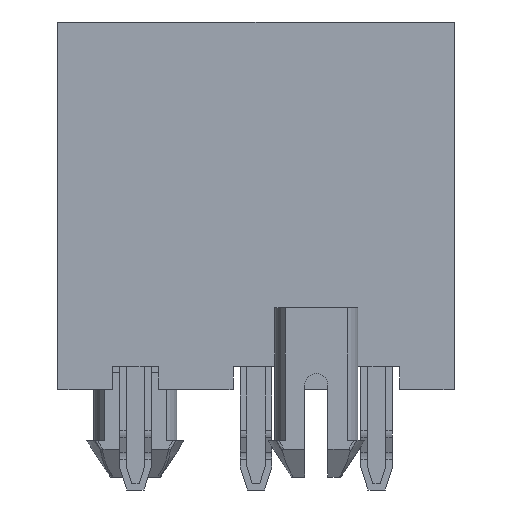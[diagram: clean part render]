
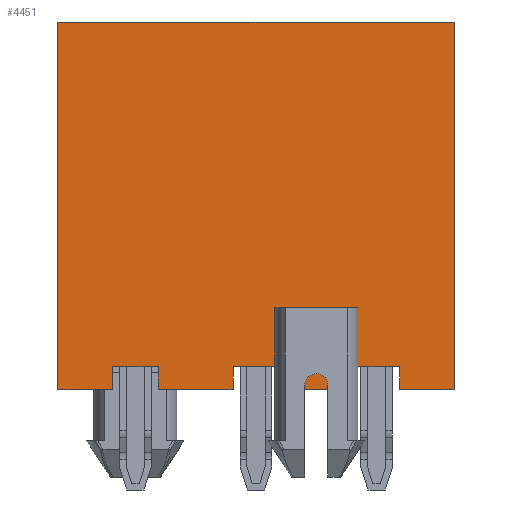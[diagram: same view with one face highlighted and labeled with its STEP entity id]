
A CAD part, front view. The second image highlights one B-rep face of the part: STEP entity #4451.
In plain terms, the highlighted planar face has unit normal (0, -1, 0).
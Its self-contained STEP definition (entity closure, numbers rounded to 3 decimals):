
#293=ORIENTED_EDGE('',*,*,#1643,.T.);
#294=ORIENTED_EDGE('',*,*,#1644,.F.);
#295=ORIENTED_EDGE('',*,*,#1645,.T.);
#296=ORIENTED_EDGE('',*,*,#1646,.T.);
#297=ORIENTED_EDGE('',*,*,#1647,.T.);
#298=ORIENTED_EDGE('',*,*,#1648,.F.);
#299=ORIENTED_EDGE('',*,*,#1649,.T.);
#300=ORIENTED_EDGE('',*,*,#1650,.T.);
#301=ORIENTED_EDGE('',*,*,#1651,.F.);
#302=ORIENTED_EDGE('',*,*,#1652,.F.);
#303=ORIENTED_EDGE('',*,*,#1653,.T.);
#304=ORIENTED_EDGE('',*,*,#1654,.T.);
#305=ORIENTED_EDGE('',*,*,#1655,.T.);
#306=ORIENTED_EDGE('',*,*,#1656,.F.);
#307=ORIENTED_EDGE('',*,*,#1657,.T.);
#308=ORIENTED_EDGE('',*,*,#1658,.T.);
#309=ORIENTED_EDGE('',*,*,#1659,.F.);
#310=ORIENTED_EDGE('',*,*,#1660,.F.);
#311=ORIENTED_EDGE('',*,*,#1661,.T.);
#312=ORIENTED_EDGE('',*,*,#1662,.T.);
#1643=EDGE_CURVE('',#2316,#2317,#2752,.T.);
#1644=EDGE_CURVE('',#2318,#2317,#2753,.T.);
#1645=EDGE_CURVE('',#2318,#2319,#2754,.T.);
#1646=EDGE_CURVE('',#2319,#2320,#2755,.T.);
#1647=EDGE_CURVE('',#2320,#2321,#2756,.T.);
#1648=EDGE_CURVE('',#2322,#2321,#2757,.T.);
#1649=EDGE_CURVE('',#2322,#2323,#2758,.T.);
#1650=EDGE_CURVE('',#2323,#2324,#2759,.T.);
#1651=EDGE_CURVE('',#2325,#2324,#2760,.T.);
#1652=EDGE_CURVE('',#2326,#2325,#2761,.T.);
#1653=EDGE_CURVE('',#2326,#2327,#2762,.T.);
#1654=EDGE_CURVE('',#2327,#2328,#2763,.T.);
#1655=EDGE_CURVE('',#2328,#2329,#2764,.T.);
#1656=EDGE_CURVE('',#2330,#2329,#2765,.T.);
#1657=EDGE_CURVE('',#2330,#2331,#2766,.T.);
#1658=EDGE_CURVE('',#2331,#2316,#2767,.T.);
#1659=EDGE_CURVE('',#2332,#2333,#2768,.T.);
#1660=EDGE_CURVE('',#2334,#2332,#2769,.T.);
#1661=EDGE_CURVE('',#2334,#2335,#2770,.T.);
#1662=EDGE_CURVE('',#2335,#2333,#2771,.T.);
#2316=VERTEX_POINT('',#6309);
#2317=VERTEX_POINT('',#6310);
#2318=VERTEX_POINT('',#6312);
#2319=VERTEX_POINT('',#6314);
#2320=VERTEX_POINT('',#6316);
#2321=VERTEX_POINT('',#6318);
#2322=VERTEX_POINT('',#6320);
#2323=VERTEX_POINT('',#6322);
#2324=VERTEX_POINT('',#6324);
#2325=VERTEX_POINT('',#6326);
#2326=VERTEX_POINT('',#6328);
#2327=VERTEX_POINT('',#6330);
#2328=VERTEX_POINT('',#6332);
#2329=VERTEX_POINT('',#6334);
#2330=VERTEX_POINT('',#6336);
#2331=VERTEX_POINT('',#6338);
#2332=VERTEX_POINT('',#6341);
#2333=VERTEX_POINT('',#6342);
#2334=VERTEX_POINT('',#6344);
#2335=VERTEX_POINT('',#6346);
#2752=LINE('',#6308,#3297);
#2753=LINE('',#6311,#3298);
#2754=LINE('',#6313,#3299);
#2755=LINE('',#6315,#3300);
#2756=LINE('',#6317,#3301);
#2757=LINE('',#6319,#3302);
#2758=LINE('',#6321,#3303);
#2759=LINE('',#6323,#3304);
#2760=LINE('',#6325,#3305);
#2761=LINE('',#6327,#3306);
#2762=LINE('',#6329,#3307);
#2763=LINE('',#6331,#3308);
#2764=LINE('',#6333,#3309);
#2765=LINE('',#6335,#3310);
#2766=LINE('',#6337,#3311);
#2767=LINE('',#6339,#3312);
#2768=LINE('',#6340,#3313);
#2769=LINE('',#6343,#3314);
#2770=LINE('',#6345,#3315);
#2771=LINE('',#6347,#3316);
#3297=VECTOR('',#5079,1000.);
#3298=VECTOR('',#5080,1000.);
#3299=VECTOR('',#5081,1000.);
#3300=VECTOR('',#5082,1000.);
#3301=VECTOR('',#5083,1000.);
#3302=VECTOR('',#5084,1000.);
#3303=VECTOR('',#5085,1000.);
#3304=VECTOR('',#5086,1000.);
#3305=VECTOR('',#5087,1000.);
#3306=VECTOR('',#5088,1000.);
#3307=VECTOR('',#5089,1000.);
#3308=VECTOR('',#5090,1000.);
#3309=VECTOR('',#5091,1000.);
#3310=VECTOR('',#5092,1000.);
#3311=VECTOR('',#5093,1000.);
#3312=VECTOR('',#5094,1000.);
#3313=VECTOR('',#5095,1000.);
#3314=VECTOR('',#5096,1000.);
#3315=VECTOR('',#5097,1000.);
#3316=VECTOR('',#5098,1000.);
#3798=EDGE_LOOP('',(#293,#294,#295,#296,#297,#298,#299,#300,#301,#302,#303,
#304,#305,#306,#307,#308));
#3799=EDGE_LOOP('',(#309,#310,#311,#312));
#4037=FACE_BOUND('',#3798,.T.);
#4038=FACE_BOUND('',#3799,.T.);
#4275=PLANE('',#4710);
#4451=ADVANCED_FACE('',(#4037,#4038),#4275,.T.);
#4710=AXIS2_PLACEMENT_3D('',#6307,#5077,#5078);
#5077=DIRECTION('',(0.,-1.,0.));
#5078=DIRECTION('',(0.,0.,-1.));
#5079=DIRECTION('',(0.,0.,-1.));
#5080=DIRECTION('',(-1.,0.,0.));
#5081=DIRECTION('',(0.,0.,1.));
#5082=DIRECTION('',(1.,0.,0.));
#5083=DIRECTION('',(0.,0.,-1.));
#5084=DIRECTION('',(-1.,0.,0.));
#5085=DIRECTION('',(0.,0.,1.));
#5086=DIRECTION('',(-1.,0.,0.));
#5087=DIRECTION('',(0.,0.,1.));
#5088=DIRECTION('',(-1.,0.,0.));
#5089=DIRECTION('',(0.,0.,1.));
#5090=DIRECTION('',(1.,0.,0.));
#5091=DIRECTION('',(0.,0.,-1.));
#5092=DIRECTION('',(-1.,0.,0.));
#5093=DIRECTION('',(0.,0.,1.));
#5094=DIRECTION('',(1.,0.,0.));
#5095=DIRECTION('',(0.,0.,1.));
#5096=DIRECTION('',(1.,0.,0.));
#5097=DIRECTION('',(0.,0.,1.));
#5098=DIRECTION('',(1.,0.,0.));
#6307=CARTESIAN_POINT('',(6.9,-2.7,-6.4));
#6308=CARTESIAN_POINT('',(0.8,-2.7,-5.6));
#6309=CARTESIAN_POINT('',(0.8,-2.7,-5.6));
#6310=CARTESIAN_POINT('',(0.8,-2.7,-6.4));
#6311=CARTESIAN_POINT('',(6.9,-2.7,-6.4));
#6312=CARTESIAN_POINT('',(3.4,-2.7,-6.4));
#6313=CARTESIAN_POINT('',(3.4,-2.7,-6.4));
#6314=CARTESIAN_POINT('',(3.4,-2.7,-5.6));
#6315=CARTESIAN_POINT('',(3.4,-2.7,-5.6));
#6316=CARTESIAN_POINT('',(5.,-2.7,-5.6));
#6317=CARTESIAN_POINT('',(5.,-2.7,-5.6));
#6318=CARTESIAN_POINT('',(5.,-2.7,-6.4));
#6319=CARTESIAN_POINT('',(6.9,-2.7,-6.4));
#6320=CARTESIAN_POINT('',(6.9,-2.7,-6.4));
#6321=CARTESIAN_POINT('',(6.9,-2.7,-6.4));
#6322=CARTESIAN_POINT('',(6.9,-2.7,6.4));
#6323=CARTESIAN_POINT('',(6.9,-2.7,6.4));
#6324=CARTESIAN_POINT('',(-6.9,-2.7,6.4));
#6325=CARTESIAN_POINT('',(-6.9,-2.7,-6.4));
#6326=CARTESIAN_POINT('',(-6.9,-2.7,-6.4));
#6327=CARTESIAN_POINT('',(6.9,-2.7,-6.4));
#6328=CARTESIAN_POINT('',(-5.,-2.7,-6.4));
#6329=CARTESIAN_POINT('',(-5.,-2.7,-6.4));
#6330=CARTESIAN_POINT('',(-5.,-2.7,-5.6));
#6331=CARTESIAN_POINT('',(-5.,-2.7,-5.6));
#6332=CARTESIAN_POINT('',(-3.4,-2.7,-5.6));
#6333=CARTESIAN_POINT('',(-3.4,-2.7,-5.6));
#6334=CARTESIAN_POINT('',(-3.4,-2.7,-6.4));
#6335=CARTESIAN_POINT('',(6.9,-2.7,-6.4));
#6336=CARTESIAN_POINT('',(-0.8,-2.7,-6.4));
#6337=CARTESIAN_POINT('',(-0.8,-2.7,-6.4));
#6338=CARTESIAN_POINT('',(-0.8,-2.7,-5.6));
#6339=CARTESIAN_POINT('',(-0.8,-2.7,-5.6));
#6340=CARTESIAN_POINT('',(3.175,-2.7,-5.8));
#6341=CARTESIAN_POINT('',(3.175,-2.7,-5.8));
#6342=CARTESIAN_POINT('',(3.175,-2.7,-3.55));
#6343=CARTESIAN_POINT('',(1.025,-2.7,-5.8));
#6344=CARTESIAN_POINT('',(1.025,-2.7,-5.8));
#6345=CARTESIAN_POINT('',(1.025,-2.7,-5.8));
#6346=CARTESIAN_POINT('',(1.025,-2.7,-3.55));
#6347=CARTESIAN_POINT('',(1.025,-2.7,-3.55));
